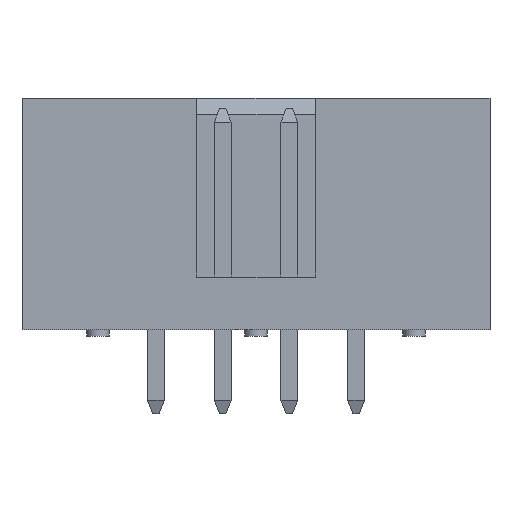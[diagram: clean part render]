
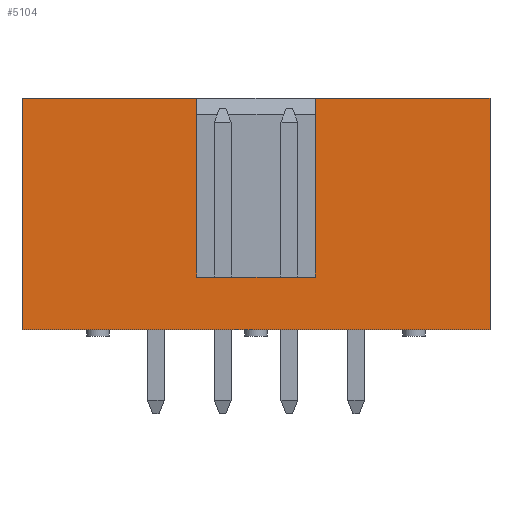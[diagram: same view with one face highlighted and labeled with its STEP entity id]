
A CAD part, left-side view. The second image highlights one B-rep face of the part: STEP entity #5104.
In plain terms, the highlighted face is planar.
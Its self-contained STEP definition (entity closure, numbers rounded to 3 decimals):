
#169=LINE('',#6794,#644);
#187=LINE('',#6830,#662);
#210=LINE('',#6876,#685);
#222=LINE('',#6900,#697);
#223=LINE('',#6902,#698);
#224=LINE('',#6904,#699);
#225=LINE('',#6906,#700);
#226=LINE('',#6907,#701);
#644=VECTOR('',#5796,1000.);
#662=VECTOR('',#5816,1000.);
#685=VECTOR('',#5843,1000.);
#697=VECTOR('',#5867,1000.);
#698=VECTOR('',#5870,1000.);
#699=VECTOR('',#5871,1000.);
#700=VECTOR('',#5872,1000.);
#701=VECTOR('',#5873,1000.);
#1279=ORIENTED_EDGE('',*,*,#2169,.F.);
#1280=ORIENTED_EDGE('',*,*,#2146,.T.);
#1281=ORIENTED_EDGE('',*,*,#2181,.T.);
#1282=ORIENTED_EDGE('',*,*,#2182,.F.);
#1283=ORIENTED_EDGE('',*,*,#2183,.F.);
#1284=ORIENTED_EDGE('',*,*,#2184,.F.);
#1285=ORIENTED_EDGE('',*,*,#2128,.F.);
#1286=ORIENTED_EDGE('',*,*,#2185,.F.);
#2128=EDGE_CURVE('',#2575,#2574,#169,.T.);
#2146=EDGE_CURVE('',#2593,#2592,#187,.T.);
#2169=EDGE_CURVE('',#2593,#2613,#210,.T.);
#2181=EDGE_CURVE('',#2592,#2619,#222,.T.);
#2182=EDGE_CURVE('',#2620,#2619,#223,.T.);
#2183=EDGE_CURVE('',#2621,#2620,#224,.T.);
#2184=EDGE_CURVE('',#2574,#2621,#225,.T.);
#2185=EDGE_CURVE('',#2613,#2575,#226,.T.);
#2574=VERTEX_POINT('',#6790);
#2575=VERTEX_POINT('',#6793);
#2592=VERTEX_POINT('',#6829);
#2593=VERTEX_POINT('',#6831);
#2613=VERTEX_POINT('',#6874);
#2619=VERTEX_POINT('',#6899);
#2620=VERTEX_POINT('',#6903);
#2621=VERTEX_POINT('',#6905);
#2859=EDGE_LOOP('',(#1279,#1280,#1281,#1282,#1283,#1284,#1285,#1286));
#3108=FACE_BOUND('',#2859,.T.);
#3336=PLANE('',#5346);
#5104=ADVANCED_FACE('',(#3108),#3336,.F.);
#5346=AXIS2_PLACEMENT_3D('',#6901,#5868,#5869);
#5796=DIRECTION('',(0.,0.,-1.));
#5816=DIRECTION('',(-1.,0.,0.));
#5843=DIRECTION('',(0.,0.,1.));
#5867=DIRECTION('',(0.,0.,1.));
#5868=DIRECTION('',(0.,1.,0.));
#5869=DIRECTION('',(0.,0.,1.));
#5870=DIRECTION('',(1.,0.,0.));
#5871=DIRECTION('',(0.,0.,1.));
#5872=DIRECTION('',(-1.,0.,0.));
#5873=DIRECTION('',(1.,0.,0.));
#6790=CARTESIAN_POINT('',(8.91,-4.4,-4.4));
#6793=CARTESIAN_POINT('',(8.91,-4.4,4.4));
#6794=CARTESIAN_POINT('',(8.91,-4.4,4.4));
#6829=CARTESIAN_POINT('',(-2.25,-4.4,-2.4));
#6830=CARTESIAN_POINT('',(2.25,-4.4,-2.4));
#6831=CARTESIAN_POINT('',(2.25,-4.4,-2.4));
#6874=CARTESIAN_POINT('',(2.25,-4.4,4.4));
#6876=CARTESIAN_POINT('',(2.25,-4.4,-2.4));
#6899=CARTESIAN_POINT('',(-2.25,-4.4,4.4));
#6900=CARTESIAN_POINT('',(-2.25,-4.4,-2.4));
#6901=CARTESIAN_POINT('',(0.,-4.4,0.));
#6902=CARTESIAN_POINT('',(-8.91,-4.4,4.4));
#6903=CARTESIAN_POINT('',(-8.91,-4.4,4.4));
#6904=CARTESIAN_POINT('',(-8.91,-4.4,-4.4));
#6905=CARTESIAN_POINT('',(-8.91,-4.4,-4.4));
#6906=CARTESIAN_POINT('',(8.91,-4.4,-4.4));
#6907=CARTESIAN_POINT('',(-8.91,-4.4,4.4));
